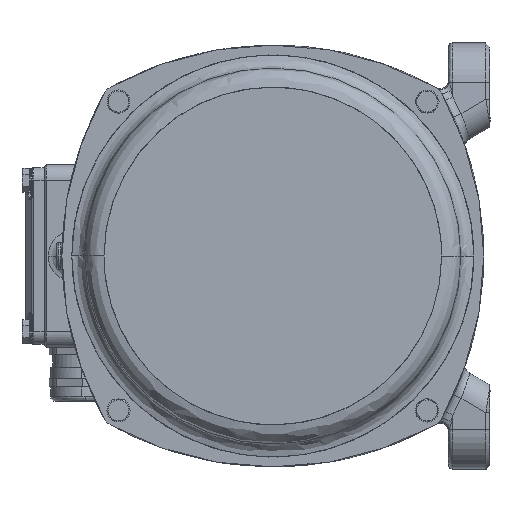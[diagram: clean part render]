
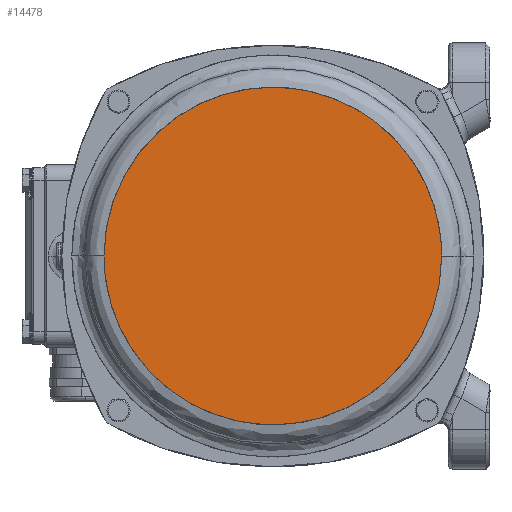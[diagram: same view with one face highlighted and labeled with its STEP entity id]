
A CAD part, left-side view. The second image highlights one B-rep face of the part: STEP entity #14478.
In plain terms, the highlighted planar face has unit normal (-1, 0, 0).
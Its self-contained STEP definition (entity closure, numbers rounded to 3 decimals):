
#13022 = CARTESIAN_POINT ( 'NONE',  ( -178., -81.25, 0. ) ) ;
#14478 = ADVANCED_FACE ( 'NONE', ( #33935 ), #22917, .T. ) ;
#18664 = ORIENTED_EDGE ( 'NONE', *, *, #21897, .F. ) ;
#18756 = EDGE_LOOP ( 'NONE', ( #18664, #77924 ) ) ;
#21897 = EDGE_CURVE ( 'NONE', #128043, #137594, #94245, .T. ) ;
#22917 = PLANE ( 'NONE',  #47880 ) ;
#33935 = FACE_OUTER_BOUND ( 'NONE', #18756, .T. ) ;
#47015 = EDGE_CURVE ( 'NONE', #137594, #128043, #92302, .T. ) ;
#47143 = CARTESIAN_POINT ( 'NONE',  ( -178., -81.25, -162.5 ) ) ;
#47880 = AXIS2_PLACEMENT_3D ( 'NONE', #81731, #70997, #92967 ) ;
#70997 = DIRECTION ( 'NONE',  ( -1., 0., 0. ) ) ;
#77924 = ORIENTED_EDGE ( 'NONE', *, *, #47015, .F. ) ;
#79622 = CARTESIAN_POINT ( 'NONE',  ( -178., -81.25, 162.5 ) ) ;
#81051 = CARTESIAN_POINT ( 'NONE',  ( -178., 81.25, 0. ) ) ;
#81731 = CARTESIAN_POINT ( 'NONE',  ( -178., 0., 0. ) ) ;
#90415 = CARTESIAN_POINT ( 'NONE',  ( -178., 81.25, 162.5 ) ) ;
#92302 =( BOUNDED_CURVE ( )  B_SPLINE_CURVE ( 3, ( #133806, #47143, #101715, #102683 ),
 .UNSPECIFIED., .F., .F. ) 
 B_SPLINE_CURVE_WITH_KNOTS ( ( 4, 4 ),
 ( 0.5, 1. ),
 .UNSPECIFIED. ) 
 CURVE ( )  GEOMETRIC_REPRESENTATION_ITEM ( )  RATIONAL_B_SPLINE_CURVE ( ( 1., 0.333, 0.333, 1. ) ) 
 REPRESENTATION_ITEM ( '' )  );
#92967 = DIRECTION ( 'NONE',  ( 0., -1., 0. ) ) ;
#94245 =( BOUNDED_CURVE ( )  B_SPLINE_CURVE ( 3, ( #81051, #90415, #79622, #13022 ),
 .UNSPECIFIED., .F., .F. ) 
 B_SPLINE_CURVE_WITH_KNOTS ( ( 4, 4 ),
 ( 0., 0.5 ),
 .UNSPECIFIED. ) 
 CURVE ( )  GEOMETRIC_REPRESENTATION_ITEM ( )  RATIONAL_B_SPLINE_CURVE ( ( 1., 0.333, 0.333, 1. ) ) 
 REPRESENTATION_ITEM ( '' )  );
#101715 = CARTESIAN_POINT ( 'NONE',  ( -178., 81.25, -162.5 ) ) ;
#102683 = CARTESIAN_POINT ( 'NONE',  ( -178., 81.25, 0. ) ) ;
#108352 = CARTESIAN_POINT ( 'NONE',  ( -178., -81.25, 0. ) ) ;
#128043 = VERTEX_POINT ( 'NONE', #137933 ) ;
#133806 = CARTESIAN_POINT ( 'NONE',  ( -178., -81.25, 0. ) ) ;
#137594 = VERTEX_POINT ( 'NONE', #108352 ) ;
#137933 = CARTESIAN_POINT ( 'NONE',  ( -178., 81.25, 0. ) ) ;
